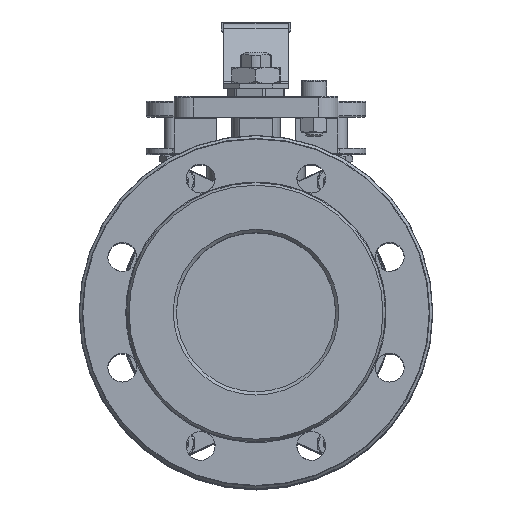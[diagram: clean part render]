
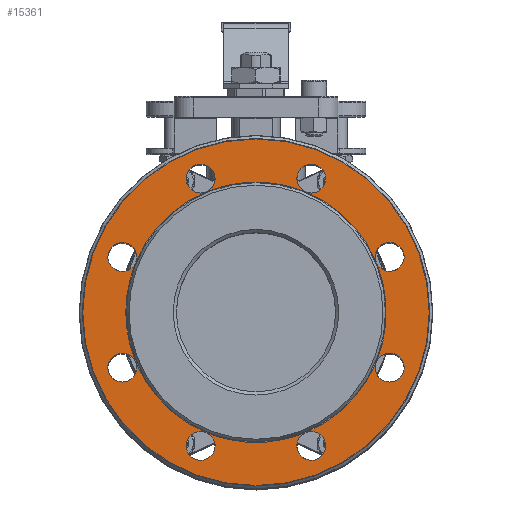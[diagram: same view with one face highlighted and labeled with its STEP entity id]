
A CAD part, top view. The second image highlights one B-rep face of the part: STEP entity #15361.
In plain terms, the highlighted planar face has unit normal (0, 0, 1).
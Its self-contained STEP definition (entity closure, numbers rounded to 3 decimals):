
#1078=FACE_BOUND('',#2542,.T.);
#1586=FACE_OUTER_BOUND('',#2541,.T.);
#2541=EDGE_LOOP('',(#11926));
#2542=EDGE_LOOP('',(#11927,#11928,#11929,#11930,#11931,#11932,#11933,#11934,
#11935,#11936,#11937,#11938,#11939,#11940,#11941,#11942,#11943,#11944,#11945,
#11946,#11947,#11948,#11949,#11950,#11951));
#3515=CIRCLE('',#16982,81.021);
#3516=CIRCLE('',#16983,81.021);
#3517=CIRCLE('',#16984,81.021);
#3518=CIRCLE('',#16985,81.021);
#3519=CIRCLE('',#16986,81.021);
#3523=CIRCLE('',#16990,81.021);
#3524=CIRCLE('',#16991,81.021);
#3525=CIRCLE('',#16992,81.021);
#3526=CIRCLE('',#16993,81.021);
#3551=CIRCLE('',#17027,107.793);
#3552=CIRCLE('',#17029,9.);
#3553=CIRCLE('',#17030,9.);
#3554=CIRCLE('',#17031,9.);
#3555=CIRCLE('',#17032,9.);
#3556=CIRCLE('',#17033,9.);
#3557=CIRCLE('',#17034,9.);
#3558=CIRCLE('',#17035,9.);
#3559=CIRCLE('',#17036,9.);
#3560=CIRCLE('',#17037,9.);
#3561=CIRCLE('',#17038,9.);
#3562=CIRCLE('',#17039,9.);
#3563=CIRCLE('',#17040,9.);
#3564=CIRCLE('',#17041,9.);
#3565=CIRCLE('',#17042,9.);
#3566=CIRCLE('',#17043,9.);
#3567=CIRCLE('',#17044,9.);
#6647=VERTEX_POINT('',#26912);
#6648=VERTEX_POINT('',#26913);
#6649=VERTEX_POINT('',#26920);
#6650=VERTEX_POINT('',#26922);
#6651=VERTEX_POINT('',#26927);
#6652=VERTEX_POINT('',#26929);
#6653=VERTEX_POINT('',#26936);
#6654=VERTEX_POINT('',#26938);
#6655=VERTEX_POINT('',#26943);
#6656=VERTEX_POINT('',#26945);
#6657=VERTEX_POINT('',#26952);
#6660=VERTEX_POINT('',#26959);
#6661=VERTEX_POINT('',#26961);
#6662=VERTEX_POINT('',#26966);
#6663=VERTEX_POINT('',#26968);
#6664=VERTEX_POINT('',#26975);
#6665=VERTEX_POINT('',#26977);
#6686=VERTEX_POINT('',#27039);
#6687=VERTEX_POINT('',#27043);
#6688=VERTEX_POINT('',#27046);
#6689=VERTEX_POINT('',#27049);
#6690=VERTEX_POINT('',#27052);
#6691=VERTEX_POINT('',#27055);
#6692=VERTEX_POINT('',#27058);
#6693=VERTEX_POINT('',#27061);
#6694=VERTEX_POINT('',#27064);
#8471=EDGE_CURVE('',#6647,#6649,#3515,.T.);
#8473=EDGE_CURVE('',#6650,#6651,#3516,.T.);
#8475=EDGE_CURVE('',#6652,#6653,#3517,.T.);
#8477=EDGE_CURVE('',#6654,#6655,#3518,.T.);
#8479=EDGE_CURVE('',#6656,#6657,#3519,.T.);
#8483=EDGE_CURVE('',#6657,#6660,#3523,.T.);
#8485=EDGE_CURVE('',#6661,#6662,#3524,.T.);
#8487=EDGE_CURVE('',#6663,#6664,#3525,.T.);
#8489=EDGE_CURVE('',#6665,#6648,#3526,.T.);
#8518=EDGE_CURVE('',#6686,#6686,#3551,.T.);
#8519=EDGE_CURVE('',#6661,#6687,#3552,.T.);
#8520=EDGE_CURVE('',#6687,#6660,#3553,.T.);
#8521=EDGE_CURVE('',#6656,#6688,#3554,.T.);
#8522=EDGE_CURVE('',#6688,#6655,#3555,.T.);
#8523=EDGE_CURVE('',#6654,#6689,#3556,.T.);
#8524=EDGE_CURVE('',#6689,#6653,#3557,.T.);
#8525=EDGE_CURVE('',#6652,#6690,#3558,.T.);
#8526=EDGE_CURVE('',#6690,#6651,#3559,.T.);
#8527=EDGE_CURVE('',#6650,#6691,#3560,.T.);
#8528=EDGE_CURVE('',#6691,#6649,#3561,.T.);
#8529=EDGE_CURVE('',#6647,#6692,#3562,.T.);
#8530=EDGE_CURVE('',#6692,#6648,#3563,.T.);
#8531=EDGE_CURVE('',#6665,#6693,#3564,.T.);
#8532=EDGE_CURVE('',#6693,#6664,#3565,.T.);
#8533=EDGE_CURVE('',#6663,#6694,#3566,.T.);
#8534=EDGE_CURVE('',#6694,#6662,#3567,.T.);
#11926=ORIENTED_EDGE('',*,*,#8518,.F.);
#11927=ORIENTED_EDGE('',*,*,#8485,.F.);
#11928=ORIENTED_EDGE('',*,*,#8519,.T.);
#11929=ORIENTED_EDGE('',*,*,#8520,.T.);
#11930=ORIENTED_EDGE('',*,*,#8483,.F.);
#11931=ORIENTED_EDGE('',*,*,#8479,.F.);
#11932=ORIENTED_EDGE('',*,*,#8521,.T.);
#11933=ORIENTED_EDGE('',*,*,#8522,.T.);
#11934=ORIENTED_EDGE('',*,*,#8477,.F.);
#11935=ORIENTED_EDGE('',*,*,#8523,.T.);
#11936=ORIENTED_EDGE('',*,*,#8524,.T.);
#11937=ORIENTED_EDGE('',*,*,#8475,.F.);
#11938=ORIENTED_EDGE('',*,*,#8525,.T.);
#11939=ORIENTED_EDGE('',*,*,#8526,.T.);
#11940=ORIENTED_EDGE('',*,*,#8473,.F.);
#11941=ORIENTED_EDGE('',*,*,#8527,.T.);
#11942=ORIENTED_EDGE('',*,*,#8528,.T.);
#11943=ORIENTED_EDGE('',*,*,#8471,.F.);
#11944=ORIENTED_EDGE('',*,*,#8529,.T.);
#11945=ORIENTED_EDGE('',*,*,#8530,.T.);
#11946=ORIENTED_EDGE('',*,*,#8489,.F.);
#11947=ORIENTED_EDGE('',*,*,#8531,.T.);
#11948=ORIENTED_EDGE('',*,*,#8532,.T.);
#11949=ORIENTED_EDGE('',*,*,#8487,.F.);
#11950=ORIENTED_EDGE('',*,*,#8533,.T.);
#11951=ORIENTED_EDGE('',*,*,#8534,.T.);
#13959=PLANE('',#17028);
#15361=ADVANCED_FACE('',(#1586,#1078),#13959,.T.);
#16982=AXIS2_PLACEMENT_3D('',#26921,#20262,#20263);
#16983=AXIS2_PLACEMENT_3D('',#26928,#20264,#20265);
#16984=AXIS2_PLACEMENT_3D('',#26937,#20266,#20267);
#16985=AXIS2_PLACEMENT_3D('',#26944,#20268,#20269);
#16986=AXIS2_PLACEMENT_3D('',#26953,#20270,#20271);
#16990=AXIS2_PLACEMENT_3D('',#26960,#20278,#20279);
#16991=AXIS2_PLACEMENT_3D('',#26967,#20280,#20281);
#16992=AXIS2_PLACEMENT_3D('',#26976,#20282,#20283);
#16993=AXIS2_PLACEMENT_3D('',#26982,#20284,#20285);
#17027=AXIS2_PLACEMENT_3D('',#27041,#20356,#20357);
#17028=AXIS2_PLACEMENT_3D('',#27042,#20358,#20359);
#17029=AXIS2_PLACEMENT_3D('',#27044,#20360,#20361);
#17030=AXIS2_PLACEMENT_3D('',#27045,#20362,#20363);
#17031=AXIS2_PLACEMENT_3D('',#27047,#20364,#20365);
#17032=AXIS2_PLACEMENT_3D('',#27048,#20366,#20367);
#17033=AXIS2_PLACEMENT_3D('',#27050,#20368,#20369);
#17034=AXIS2_PLACEMENT_3D('',#27051,#20370,#20371);
#17035=AXIS2_PLACEMENT_3D('',#27053,#20372,#20373);
#17036=AXIS2_PLACEMENT_3D('',#27054,#20374,#20375);
#17037=AXIS2_PLACEMENT_3D('',#27056,#20376,#20377);
#17038=AXIS2_PLACEMENT_3D('',#27057,#20378,#20379);
#17039=AXIS2_PLACEMENT_3D('',#27059,#20380,#20381);
#17040=AXIS2_PLACEMENT_3D('',#27060,#20382,#20383);
#17041=AXIS2_PLACEMENT_3D('',#27062,#20384,#20385);
#17042=AXIS2_PLACEMENT_3D('',#27063,#20386,#20387);
#17043=AXIS2_PLACEMENT_3D('',#27065,#20388,#20389);
#17044=AXIS2_PLACEMENT_3D('',#27066,#20390,#20391);
#20262=DIRECTION('center_axis',(0.,0.,1.));
#20263=DIRECTION('ref_axis',(-1.,0.,0.));
#20264=DIRECTION('center_axis',(0.,0.,1.));
#20265=DIRECTION('ref_axis',(-1.,0.,0.));
#20266=DIRECTION('center_axis',(0.,0.,1.));
#20267=DIRECTION('ref_axis',(-1.,0.,0.));
#20268=DIRECTION('center_axis',(0.,0.,1.));
#20269=DIRECTION('ref_axis',(-1.,0.,0.));
#20270=DIRECTION('center_axis',(0.,0.,1.));
#20271=DIRECTION('ref_axis',(-1.,0.,0.));
#20278=DIRECTION('center_axis',(0.,0.,1.));
#20279=DIRECTION('ref_axis',(-1.,0.,0.));
#20280=DIRECTION('center_axis',(0.,0.,1.));
#20281=DIRECTION('ref_axis',(-1.,0.,0.));
#20282=DIRECTION('center_axis',(0.,0.,1.));
#20283=DIRECTION('ref_axis',(-1.,0.,0.));
#20284=DIRECTION('center_axis',(0.,0.,1.));
#20285=DIRECTION('ref_axis',(-1.,0.,0.));
#20356=DIRECTION('center_axis',(0.,0.,-1.));
#20357=DIRECTION('ref_axis',(-1.,0.,0.));
#20358=DIRECTION('center_axis',(0.,0.,1.));
#20359=DIRECTION('ref_axis',(1.,0.,0.));
#20360=DIRECTION('center_axis',(0.,0.,-1.));
#20361=DIRECTION('ref_axis',(-1.,0.,0.));
#20362=DIRECTION('center_axis',(0.,0.,-1.));
#20363=DIRECTION('ref_axis',(-1.,0.,0.));
#20364=DIRECTION('center_axis',(0.,0.,-1.));
#20365=DIRECTION('ref_axis',(-1.,0.,0.));
#20366=DIRECTION('center_axis',(0.,0.,-1.));
#20367=DIRECTION('ref_axis',(-1.,0.,0.));
#20368=DIRECTION('center_axis',(0.,0.,-1.));
#20369=DIRECTION('ref_axis',(-1.,0.,0.));
#20370=DIRECTION('center_axis',(0.,0.,-1.));
#20371=DIRECTION('ref_axis',(-1.,0.,0.));
#20372=DIRECTION('center_axis',(0.,0.,-1.));
#20373=DIRECTION('ref_axis',(-1.,0.,0.));
#20374=DIRECTION('center_axis',(0.,0.,-1.));
#20375=DIRECTION('ref_axis',(-1.,0.,0.));
#20376=DIRECTION('center_axis',(0.,0.,-1.));
#20377=DIRECTION('ref_axis',(-1.,0.,0.));
#20378=DIRECTION('center_axis',(0.,0.,-1.));
#20379=DIRECTION('ref_axis',(-1.,0.,0.));
#20380=DIRECTION('center_axis',(0.,0.,-1.));
#20381=DIRECTION('ref_axis',(-1.,0.,0.));
#20382=DIRECTION('center_axis',(0.,0.,-1.));
#20383=DIRECTION('ref_axis',(-1.,0.,0.));
#20384=DIRECTION('center_axis',(0.,0.,-1.));
#20385=DIRECTION('ref_axis',(-1.,0.,0.));
#20386=DIRECTION('center_axis',(0.,0.,-1.));
#20387=DIRECTION('ref_axis',(-1.,0.,0.));
#20388=DIRECTION('center_axis',(0.,0.,-1.));
#20389=DIRECTION('ref_axis',(-1.,0.,0.));
#20390=DIRECTION('center_axis',(0.,0.,-1.));
#20391=DIRECTION('ref_axis',(-1.,0.,0.));
#26912=CARTESIAN_POINT('',(75.073,-30.469,172.));
#26913=CARTESIAN_POINT('',(74.63,-31.54,172.));
#26920=CARTESIAN_POINT('',(75.073,30.469,172.));
#26921=CARTESIAN_POINT('Origin',(0.,0.,172.));
#26922=CARTESIAN_POINT('',(74.63,31.54,172.));
#26927=CARTESIAN_POINT('',(31.54,74.63,172.));
#26928=CARTESIAN_POINT('Origin',(0.,0.,172.));
#26929=CARTESIAN_POINT('',(30.469,75.073,172.));
#26936=CARTESIAN_POINT('',(-30.469,75.073,172.));
#26937=CARTESIAN_POINT('Origin',(0.,0.,172.));
#26938=CARTESIAN_POINT('',(-31.54,74.63,172.));
#26943=CARTESIAN_POINT('',(-74.63,31.54,172.));
#26944=CARTESIAN_POINT('Origin',(0.,0.,172.));
#26945=CARTESIAN_POINT('',(-75.073,30.469,172.));
#26952=CARTESIAN_POINT('',(-81.021,0.,172.));
#26953=CARTESIAN_POINT('Origin',(0.,0.,172.));
#26959=CARTESIAN_POINT('',(-75.073,-30.469,172.));
#26960=CARTESIAN_POINT('Origin',(0.,0.,172.));
#26961=CARTESIAN_POINT('',(-74.63,-31.54,172.));
#26966=CARTESIAN_POINT('',(-31.54,-74.63,172.));
#26967=CARTESIAN_POINT('Origin',(0.,0.,172.));
#26968=CARTESIAN_POINT('',(-30.469,-75.073,172.));
#26975=CARTESIAN_POINT('',(30.469,-75.073,172.));
#26976=CARTESIAN_POINT('Origin',(0.,0.,172.));
#26977=CARTESIAN_POINT('',(31.54,-74.63,172.));
#26982=CARTESIAN_POINT('Origin',(0.,0.,172.));
#27039=CARTESIAN_POINT('',(107.793,0.,172.));
#27041=CARTESIAN_POINT('Origin',(0.,0.,172.));
#27042=CARTESIAN_POINT('Origin',(0.,0.,172.));
#27043=CARTESIAN_POINT('',(-74.149,-34.442,172.));
#27044=CARTESIAN_POINT('Origin',(-83.149,-34.442,172.));
#27045=CARTESIAN_POINT('Origin',(-83.149,-34.442,172.));
#27046=CARTESIAN_POINT('',(-74.149,34.442,172.));
#27047=CARTESIAN_POINT('Origin',(-83.149,34.442,172.));
#27048=CARTESIAN_POINT('Origin',(-83.149,34.442,172.));
#27049=CARTESIAN_POINT('',(-25.442,83.149,172.));
#27050=CARTESIAN_POINT('Origin',(-34.442,83.149,172.));
#27051=CARTESIAN_POINT('Origin',(-34.442,83.149,172.));
#27052=CARTESIAN_POINT('',(43.442,83.149,172.));
#27053=CARTESIAN_POINT('Origin',(34.442,83.149,172.));
#27054=CARTESIAN_POINT('Origin',(34.442,83.149,172.));
#27055=CARTESIAN_POINT('',(92.149,34.442,172.));
#27056=CARTESIAN_POINT('Origin',(83.149,34.442,172.));
#27057=CARTESIAN_POINT('Origin',(83.149,34.442,172.));
#27058=CARTESIAN_POINT('',(92.149,-34.442,172.));
#27059=CARTESIAN_POINT('Origin',(83.149,-34.442,172.));
#27060=CARTESIAN_POINT('Origin',(83.149,-34.442,172.));
#27061=CARTESIAN_POINT('',(43.442,-83.149,172.));
#27062=CARTESIAN_POINT('Origin',(34.442,-83.149,172.));
#27063=CARTESIAN_POINT('Origin',(34.442,-83.149,172.));
#27064=CARTESIAN_POINT('',(-25.442,-83.149,172.));
#27065=CARTESIAN_POINT('Origin',(-34.442,-83.149,172.));
#27066=CARTESIAN_POINT('Origin',(-34.442,-83.149,172.));
